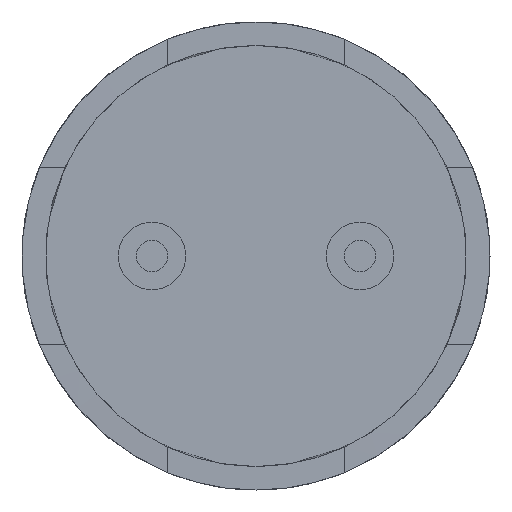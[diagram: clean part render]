
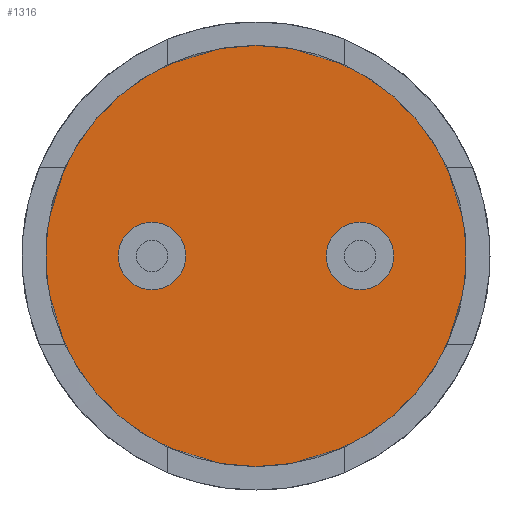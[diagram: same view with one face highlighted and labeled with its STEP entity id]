
A CAD part, front view. The second image highlights one B-rep face of the part: STEP entity #1316.
In plain terms, the highlighted planar face has unit normal (0, -1, 0).
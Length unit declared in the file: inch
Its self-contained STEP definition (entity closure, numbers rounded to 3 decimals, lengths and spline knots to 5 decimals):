
#59 = AXIS2_PLACEMENT_3D ( 'NONE', #648, #1534, #1559 ) ;
#138 = CARTESIAN_POINT ( 'NONE',  ( 0.07874, -0.04331, 0. ) ) ;
#152 = CARTESIAN_POINT ( 'NONE',  ( 0.10433, -0.04331, 0. ) ) ;
#167 = DIRECTION ( 'NONE',  ( 0., 1., 0. ) ) ;
#181 = CARTESIAN_POINT ( 'NONE',  ( -0.07874, -0.04331, 0. ) ) ;
#187 = AXIS2_PLACEMENT_3D ( 'NONE', #181, #1701, #2386 ) ;
#223 = DIRECTION ( 'NONE',  ( 0., 1., 0. ) ) ;
#234 = DIRECTION ( 'NONE',  ( 0., 1., 0. ) ) ;
#239 = CIRCLE ( 'NONE', #59, 0.02559 ) ;
#253 = CARTESIAN_POINT ( 'NONE',  ( -0.05315, -0.04331, 0. ) ) ;
#256 = PLANE ( 'NONE',  #880 ) ;
#259 = VERTEX_POINT ( 'NONE', #1431 ) ;
#297 = ORIENTED_EDGE ( 'NONE', *, *, #781, .T. ) ;
#419 = EDGE_CURVE ( 'NONE', #2070, #1158, #1978, .T. ) ;
#486 = FACE_OUTER_BOUND ( 'NONE', #2477, .T. ) ;
#530 = CARTESIAN_POINT ( 'NONE',  ( -0.03937, -0.04331, 0. ) ) ;
#556 = AXIS2_PLACEMENT_3D ( 'NONE', #2696, #1608, #2279 ) ;
#648 = CARTESIAN_POINT ( 'NONE',  ( -0.07874, -0.04331, 0. ) ) ;
#665 = DIRECTION ( 'NONE',  ( 1., 0., 0. ) ) ;
#737 = VERTEX_POINT ( 'NONE', #253 ) ;
#753 = EDGE_CURVE ( 'NONE', #1158, #2070, #2772, .T. ) ;
#781 = EDGE_CURVE ( 'NONE', #1610, #2579, #1568, .T. ) ;
#783 = CIRCLE ( 'NONE', #187, 0.02559 ) ;
#857 = DIRECTION ( 'NONE',  ( -1., 0., 0. ) ) ;
#863 = AXIS2_PLACEMENT_3D ( 'NONE', #2194, #223, #915 ) ;
#880 = AXIS2_PLACEMENT_3D ( 'NONE', #530, #2079, #1134 ) ;
#915 = DIRECTION ( 'NONE',  ( 1., 0., 0. ) ) ;
#1028 = CIRCLE ( 'NONE', #2778, 0.02559 ) ;
#1100 = EDGE_CURVE ( 'NONE', #737, #259, #783, .T. ) ;
#1134 = DIRECTION ( 'NONE',  ( 1., 0., 0. ) ) ;
#1140 = ORIENTED_EDGE ( 'NONE', *, *, #419, .F. ) ;
#1158 = VERTEX_POINT ( 'NONE', #1659 ) ;
#1316 = ADVANCED_FACE ( 'NONE', ( #1614, #2745, #486 ), #256, .T. ) ;
#1431 = CARTESIAN_POINT ( 'NONE',  ( -0.10433, -0.04331, 0. ) ) ;
#1534 = DIRECTION ( 'NONE',  ( 0., -1., 0. ) ) ;
#1559 = DIRECTION ( 'NONE',  ( 0., 0., -1. ) ) ;
#1568 = CIRCLE ( 'NONE', #556, 0.02559 ) ;
#1608 = DIRECTION ( 'NONE',  ( 0., 1., 0. ) ) ;
#1610 = VERTEX_POINT ( 'NONE', #152 ) ;
#1614 = FACE_BOUND ( 'NONE', #1980, .T. ) ;
#1659 = CARTESIAN_POINT ( 'NONE',  ( 0., -0.04331, -0.15945 ) ) ;
#1693 = EDGE_CURVE ( 'NONE', #259, #737, #239, .T. ) ;
#1701 = DIRECTION ( 'NONE',  ( 0., -1., 0. ) ) ;
#1703 = ORIENTED_EDGE ( 'NONE', *, *, #1100, .F. ) ;
#1897 = AXIS2_PLACEMENT_3D ( 'NONE', #2014, #234, #665 ) ;
#1978 = CIRCLE ( 'NONE', #863, 0.15945 ) ;
#1980 = EDGE_LOOP ( 'NONE', ( #2085, #297 ) ) ;
#2014 = CARTESIAN_POINT ( 'NONE',  ( 0., -0.04331, 0. ) ) ;
#2056 = CARTESIAN_POINT ( 'NONE',  ( 0., -0.04331, 0.15945 ) ) ;
#2070 = VERTEX_POINT ( 'NONE', #2056 ) ;
#2079 = DIRECTION ( 'NONE',  ( 0., -1., 0. ) ) ;
#2085 = ORIENTED_EDGE ( 'NONE', *, *, #2682, .T. ) ;
#2194 = CARTESIAN_POINT ( 'NONE',  ( 0., -0.04331, 0. ) ) ;
#2213 = ORIENTED_EDGE ( 'NONE', *, *, #753, .F. ) ;
#2279 = DIRECTION ( 'NONE',  ( -1., 0., 0. ) ) ;
#2386 = DIRECTION ( 'NONE',  ( 0., 0., -1. ) ) ;
#2477 = EDGE_LOOP ( 'NONE', ( #2213, #1140 ) ) ;
#2501 = CARTESIAN_POINT ( 'NONE',  ( 0.05315, -0.04331, 0. ) ) ;
#2579 = VERTEX_POINT ( 'NONE', #2501 ) ;
#2642 = ORIENTED_EDGE ( 'NONE', *, *, #1693, .F. ) ;
#2682 = EDGE_CURVE ( 'NONE', #2579, #1610, #1028, .T. ) ;
#2696 = CARTESIAN_POINT ( 'NONE',  ( 0.07874, -0.04331, 0. ) ) ;
#2745 = FACE_BOUND ( 'NONE', #2850, .T. ) ;
#2772 = CIRCLE ( 'NONE', #1897, 0.15945 ) ;
#2778 = AXIS2_PLACEMENT_3D ( 'NONE', #138, #167, #857 ) ;
#2850 = EDGE_LOOP ( 'NONE', ( #2642, #1703 ) ) ;
